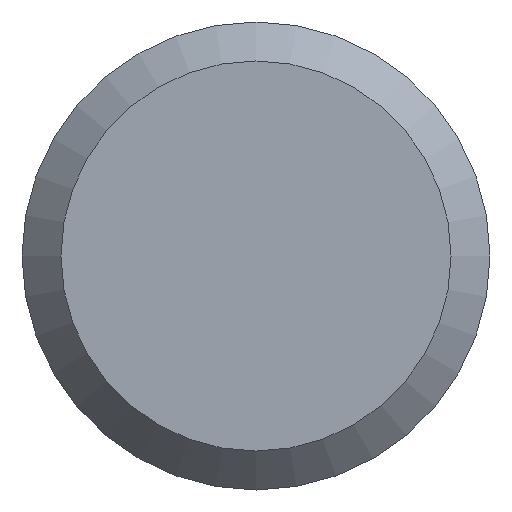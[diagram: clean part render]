
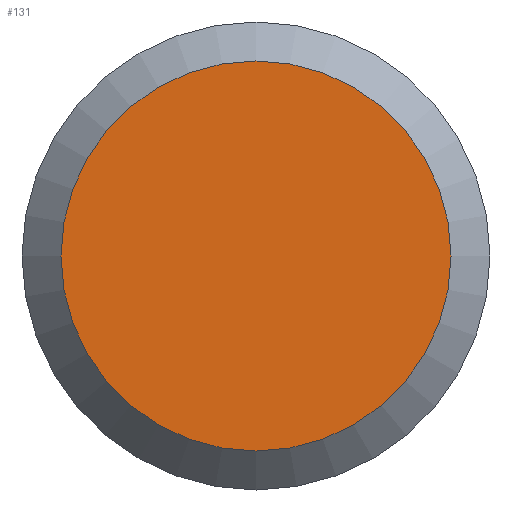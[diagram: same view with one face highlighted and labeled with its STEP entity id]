
A CAD part, left-side view. The second image highlights one B-rep face of the part: STEP entity #131.
In plain terms, the highlighted planar face has unit normal (-1, 0, 0).
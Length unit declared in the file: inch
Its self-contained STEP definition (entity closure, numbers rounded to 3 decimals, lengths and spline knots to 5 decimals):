
#102=CARTESIAN_POINT('',(0.,0.09843,0.));
#103=VERTEX_POINT('',#102);
#104=CARTESIAN_POINT('',(0.,0.,0.));
#105=DIRECTION('',(1.0,0.,0.));
#106=DIRECTION('',(0.,1.0,0.));
#107=AXIS2_PLACEMENT_3D('',#104,#105,#106);
#108=CIRCLE('',#107,0.09843);
#109=EDGE_CURVE('',#103,#103,#108,.T.);
#123=CARTESIAN_POINT('',(0.,0.10827,-0.10827));
#124=DIRECTION('',(-1.,0.,0.0));
#125=DIRECTION('',(0.,-1.,0.0));
#126=AXIS2_PLACEMENT_3D('',#123,#124,#125);
#127=PLANE('',#126);
#128=ORIENTED_EDGE('',*,*,#109,.F.);
#129=EDGE_LOOP('',(#128));
#130=FACE_OUTER_BOUND('',#129,.T.);
#131=ADVANCED_FACE('',(#130),#127,.T.);
